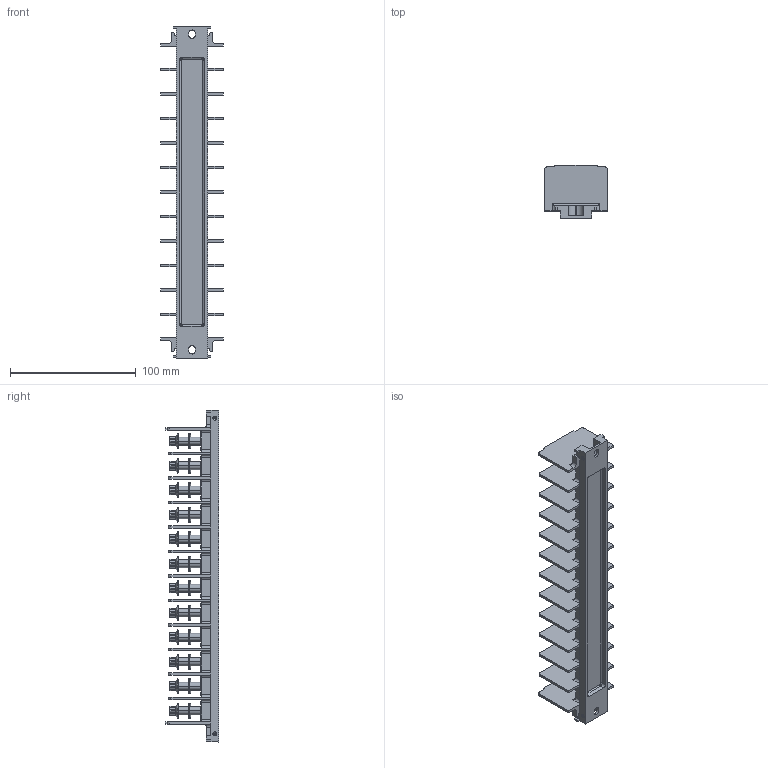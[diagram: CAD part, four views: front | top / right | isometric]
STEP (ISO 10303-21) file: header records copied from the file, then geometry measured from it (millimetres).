
FILE_DESCRIPTION((''),'2;1');
FILE_NAME('32405129004','2020-08-27T',('presta_be4'),(''),'CREO PARAMETRIC BY PTC INC, 2018360','CREO PARAMETRIC BY PTC INC, 2018360','');
FILE_SCHEMA(('CONFIG_CONTROL_DESIGN'));
Length unit declared in the file: millimetre
Products named in the file (1): 32405129004
Bounding box: 50 x 42.5 x 264.2 mm (x, y, z)
Volume: 113995.1 mm3; surface area: 76541.5 mm2
Topology: 13 solids, 13 shells, 1097 faces, 3012 edges, 1968 vertices
Faces by surface type: plane 557, cylinder 380, cone 132, torus 24, bspline 4
Entity records: 41850 total; most frequent: CARTESIAN_POINT 14997, ORIENTED_EDGE 6016, DIRECTION 5034, EDGE_CURVE 3008, VERTEX_POINT 1968, AXIS2_PLACEMENT_3D 1787, VECTOR 1460, LINE 1460
